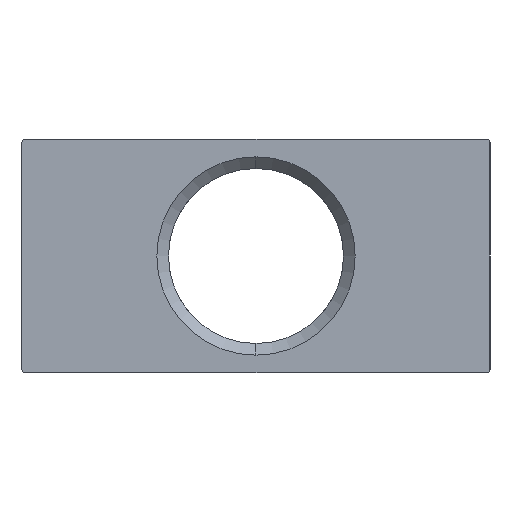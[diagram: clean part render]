
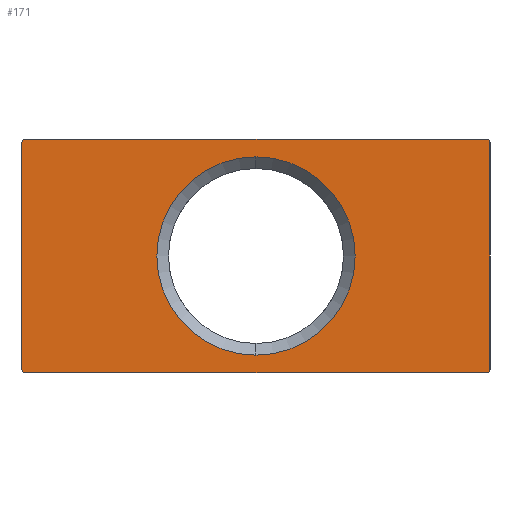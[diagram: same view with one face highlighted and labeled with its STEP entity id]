
A CAD part, left-side view. The second image highlights one B-rep face of the part: STEP entity #171.
In plain terms, the highlighted planar face has unit normal (-1, 0, 0).
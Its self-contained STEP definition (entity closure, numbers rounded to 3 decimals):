
#171=ADVANCED_FACE('',(#386,#387),#388,.T.);
#386=FACE_OUTER_BOUND('',#623,.T.);
#387=FACE_BOUND('',#624,.T.);
#388=PLANE('',#625);
#623=EDGE_LOOP('',(#1122,#1123,#1124,#1125,#1126,#1127,#1128,#1129));
#624=EDGE_LOOP('',(#1130,#1131));
#625=AXIS2_PLACEMENT_3D('',#1132,#1133,#1134);
#1122=ORIENTED_EDGE('',*,*,#1619,.T.);
#1123=ORIENTED_EDGE('',*,*,#1614,.F.);
#1124=ORIENTED_EDGE('',*,*,#1570,.T.);
#1125=ORIENTED_EDGE('',*,*,#1620,.T.);
#1126=ORIENTED_EDGE('',*,*,#1490,.T.);
#1127=ORIENTED_EDGE('',*,*,#1557,.T.);
#1128=ORIENTED_EDGE('',*,*,#1525,.T.);
#1129=ORIENTED_EDGE('',*,*,#1444,.F.);
#1130=ORIENTED_EDGE('',*,*,#1466,.T.);
#1131=ORIENTED_EDGE('',*,*,#1590,.T.);
#1132=CARTESIAN_POINT('',(0.0,40.0,-10.0));
#1133=DIRECTION('',(-1.0,0.0,0.0));
#1134=DIRECTION('',(0.0,0.0,1.0));
#1444=EDGE_CURVE('',#1751,#1753,#1754,.T.);
#1466=EDGE_CURVE('',#1786,#1791,#1793,.T.);
#1490=EDGE_CURVE('',#1835,#1836,#1837,.T.);
#1525=EDGE_CURVE('',#1894,#1753,#1895,.T.);
#1557=EDGE_CURVE('',#1836,#1894,#1941,.T.);
#1570=EDGE_CURVE('',#1962,#1960,#1963,.T.);
#1590=EDGE_CURVE('',#1791,#1786,#1992,.T.);
#1614=EDGE_CURVE('',#1962,#2024,#2026,.T.);
#1619=EDGE_CURVE('',#1751,#2024,#2031,.T.);
#1620=EDGE_CURVE('',#1960,#1835,#2032,.T.);
#1751=VERTEX_POINT('',#2204);
#1753=VERTEX_POINT('',#2207);
#1754=LINE('',#2208,#2209);
#1786=VERTEX_POINT('',#2290);
#1791=VERTEX_POINT('',#2296);
#1793=CIRCLE('',#2299,8.475);
#1835=VERTEX_POINT('',#2347);
#1836=VERTEX_POINT('',#2348);
#1837=CIRCLE('',#2349,0.3);
#1894=VERTEX_POINT('',#2609);
#1895=CIRCLE('',#2610,0.3);
#1941=LINE('',#2708,#2709);
#1960=VERTEX_POINT('',#2728);
#1962=VERTEX_POINT('',#2731);
#1963=CIRCLE('',#2732,0.3);
#1992=CIRCLE('',#2768,8.475);
#2024=VERTEX_POINT('',#2930);
#2026=LINE('',#2933,#2934);
#2031=CIRCLE('',#2939,0.3);
#2032=LINE('',#2940,#2941);
#2204=CARTESIAN_POINT('',(0.0,39.7,10.0));
#2207=CARTESIAN_POINT('',(0.0,0.3,10.0));
#2208=CARTESIAN_POINT('',(0.0,39.7,10.0));
#2209=VECTOR('',#3094,39.4);
#2290=CARTESIAN_POINT('',(0.0,20.0,-8.475));
#2296=CARTESIAN_POINT('',(0.0,20.0,8.475));
#2299=AXIS2_PLACEMENT_3D('',#3129,#3130,#3131);
#2347=CARTESIAN_POINT('',(0.0,0.3,-10.0));
#2348=CARTESIAN_POINT('',(0.0,0.0,-9.7));
#2349=AXIS2_PLACEMENT_3D('',#3174,#3175,#3176);
#2609=CARTESIAN_POINT('',(0.0,0.0,9.7));
#2610=AXIS2_PLACEMENT_3D('',#3217,#3218,#3219);
#2708=CARTESIAN_POINT('',(0.0,0.0,-9.7));
#2709=VECTOR('',#3268,19.4);
#2728=CARTESIAN_POINT('',(0.0,39.7,-10.0));
#2731=CARTESIAN_POINT('',(0.0,40.0,-9.7));
#2732=AXIS2_PLACEMENT_3D('',#3300,#3301,#3302);
#2768=AXIS2_PLACEMENT_3D('',#3331,#3332,#3333);
#2930=CARTESIAN_POINT('',(0.0,40.0,9.7));
#2933=CARTESIAN_POINT('',(0.0,40.0,-9.7));
#2934=VECTOR('',#3358,19.4);
#2939=AXIS2_PLACEMENT_3D('',#3368,#3369,#3370);
#2940=CARTESIAN_POINT('',(0.0,39.7,-10.0));
#2941=VECTOR('',#3371,39.4);
#3094=DIRECTION('',(0.0,-1.0,0.0));
#3129=CARTESIAN_POINT('',(0.0,20.0,0.0));
#3130=DIRECTION('',(1.0,0.0,0.0));
#3131=DIRECTION('',(0.0,0.0,-1.0));
#3174=CARTESIAN_POINT('',(0.0,0.3,-9.7));
#3175=DIRECTION('',(-1.0,0.0,0.0));
#3176=DIRECTION('',(0.0,0.0,-1.0));
#3217=CARTESIAN_POINT('',(0.0,0.3,9.7));
#3218=DIRECTION('',(-1.0,0.0,0.0));
#3219=DIRECTION('',(0.0,-1.0,0.0));
#3268=DIRECTION('',(0.0,0.0,1.0));
#3300=CARTESIAN_POINT('',(0.0,39.7,-9.7));
#3301=DIRECTION('',(-1.0,0.0,0.0));
#3302=DIRECTION('',(0.0,1.0,0.0));
#3331=CARTESIAN_POINT('',(0.0,20.0,0.0));
#3332=DIRECTION('',(1.0,0.0,0.0));
#3333=DIRECTION('',(0.0,0.0,-1.0));
#3358=DIRECTION('',(0.0,0.0,1.0));
#3368=CARTESIAN_POINT('',(0.0,39.7,9.7));
#3369=DIRECTION('',(-1.0,0.0,0.0));
#3370=DIRECTION('',(0.0,0.0,1.0));
#3371=DIRECTION('',(0.0,-1.0,0.0));
